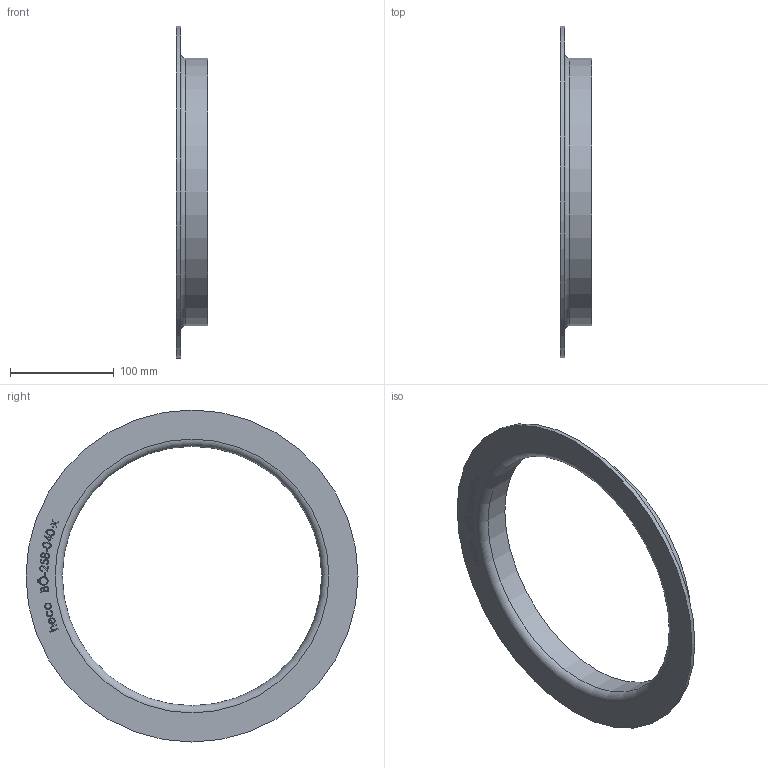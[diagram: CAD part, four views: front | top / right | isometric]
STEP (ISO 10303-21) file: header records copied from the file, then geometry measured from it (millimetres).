
FILE_DESCRIPTION (( 'STEP AP214' ), '1' );
FILE_NAME ('BÖ-258-040-x Vorschweissbördel 2012.STEP', '2020-12-04T10:37:34', ( '' ), ( '' ), 'SwSTEP 2.0', 'SolidWorks 2019', '' );
FILE_SCHEMA (( 'AUTOMOTIVE_DESIGN' ));
Length unit declared in the file: millimetre
Products named in the file (1): BÖ-258-040-x Vorschweissbördel 2012
Bounding box: 30 x 320 x 320 mm (x, y, z)
Volume: 204354.8 mm3; surface area: 107284.6 mm2
Topology: 1 solids, 1 shells, 216 faces, 553 edges, 368 vertices
Faces by surface type: bspline 109, plane 102, cylinder 3, torus 2
Full cylindrical faces by diameter (mm): 250 x1, 258 x1, 320 x1
Entity records: 14914 total; most frequent: CARTESIAN_POINT 8210, ORIENTED_EDGE 1096, DIRECTION 554, EDGE_CURVE 548, VERTEX_POINT 368, LINE 322, VECTOR 322, EDGE_LOOP 252
